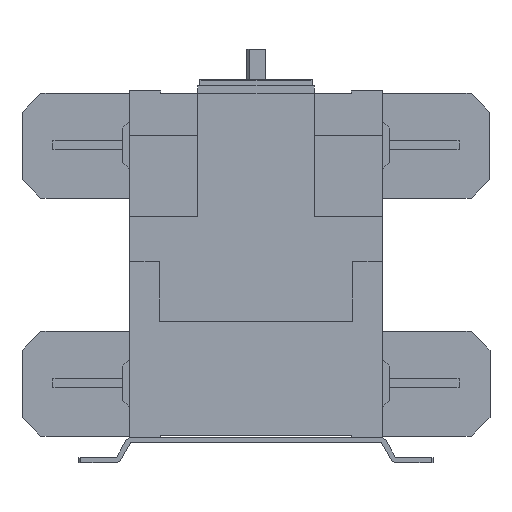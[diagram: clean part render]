
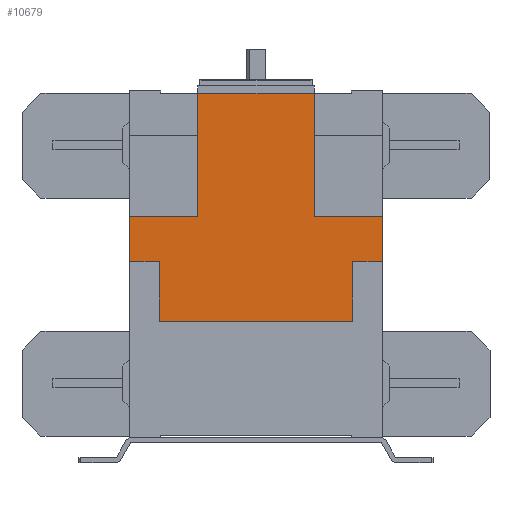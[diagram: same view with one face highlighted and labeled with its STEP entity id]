
A CAD part, left-side view. The second image highlights one B-rep face of the part: STEP entity #10679.
In plain terms, the highlighted planar face has unit normal (-1, 0, 0).
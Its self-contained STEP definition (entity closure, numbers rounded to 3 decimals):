
#618=DIRECTION('',(0.,0.,-1.));
#619=VECTOR('',#618,36.);
#620=CARTESIAN_POINT('',(-339.737,91.99,145.494));
#621=LINE('',#620,#619);
#1739=DIRECTION('',(0.,0.,-1.));
#1740=VECTOR('',#1739,97.1);
#1741=CARTESIAN_POINT('',(-339.737,37.99,242.594));
#1742=LINE('',#1741,#1740);
#1759=DIRECTION('',(0.,-1.,0.));
#1760=VECTOR('',#1759,92.);
#1761=CARTESIAN_POINT('',(-339.737,37.99,242.594));
#1762=LINE('',#1761,#1760);
#1763=DIRECTION('',(0.,0.,-1.));
#1764=VECTOR('',#1763,36.);
#1765=CARTESIAN_POINT('',(-339.737,-108.01,
145.494));
#1766=LINE('',#1765,#1764);
#1767=DIRECTION('',(0.,1.,0.));
#1768=VECTOR('',#1767,23.7);
#1769=CARTESIAN_POINT('',(-339.737,-108.01,
109.494));
#1770=LINE('',#1769,#1768);
#1783=DIRECTION('',(0.,0.,1.));
#1784=VECTOR('',#1783,97.1);
#1785=CARTESIAN_POINT('',(-339.737,-54.01,
145.494));
#1786=LINE('',#1785,#1784);
#1807=DIRECTION('',(0.,1.,0.));
#1808=VECTOR('',#1807,54.);
#1809=CARTESIAN_POINT('',(-339.737,-108.01,
145.494));
#1810=LINE('',#1809,#1808);
#1971=DIRECTION('',(0.,0.,1.));
#1972=VECTOR('',#1971,47.);
#1973=CARTESIAN_POINT('',(-339.737,-84.31,
62.494));
#1974=LINE('',#1973,#1972);
#1983=DIRECTION('',(0.,-1.,0.));
#1984=VECTOR('',#1983,152.6);
#1985=CARTESIAN_POINT('',(-339.737,68.29,62.494));
#1986=LINE('',#1985,#1984);
#2019=DIRECTION('',(0.,0.,-1.));
#2020=VECTOR('',#2019,47.);
#2021=CARTESIAN_POINT('',(-339.737,68.29,109.494));
#2022=LINE('',#2021,#2020);
#2043=DIRECTION('',(0.,-1.,0.));
#2044=VECTOR('',#2043,23.7);
#2045=CARTESIAN_POINT('',(-339.737,91.99,109.494));
#2046=LINE('',#2045,#2044);
#2376=DIRECTION('',(0.,1.,0.));
#2377=VECTOR('',#2376,54.);
#2378=CARTESIAN_POINT('',(-339.737,37.99,145.494));
#2379=LINE('',#2378,#2377);
#6577=CARTESIAN_POINT('',(-339.737,-108.01,
109.494));
#6578=VERTEX_POINT('',#6577);
#6579=CARTESIAN_POINT('',(-339.737,-108.01,
145.494));
#6580=VERTEX_POINT('',#6579);
#6947=CARTESIAN_POINT('',(-339.737,91.99,145.494));
#6948=VERTEX_POINT('',#6947);
#6949=CARTESIAN_POINT('',(-339.737,91.99,109.494));
#6950=VERTEX_POINT('',#6949);
#7065=CARTESIAN_POINT('',(-339.737,-54.01,
242.594));
#7066=VERTEX_POINT('',#7065);
#7067=CARTESIAN_POINT('',(-339.737,37.99,242.594));
#7068=VERTEX_POINT('',#7067);
#7545=CARTESIAN_POINT('',(-339.737,37.99,145.494));
#7546=VERTEX_POINT('',#7545);
#7551=CARTESIAN_POINT('',(-339.737,-54.01,
145.494));
#7552=VERTEX_POINT('',#7551);
#7553=CARTESIAN_POINT('',(-339.737,-84.31,
109.494));
#7554=VERTEX_POINT('',#7553);
#7555=CARTESIAN_POINT('',(-339.737,-84.31,
62.494));
#7556=VERTEX_POINT('',#7555);
#7557=CARTESIAN_POINT('',(-339.737,68.29,62.494));
#7558=VERTEX_POINT('',#7557);
#7559=CARTESIAN_POINT('',(-339.737,68.29,109.494));
#7560=VERTEX_POINT('',#7559);
#10652=CARTESIAN_POINT('',(-339.737,-8.01,
87.687));
#10653=DIRECTION('',(-1.,0.,0.));
#10654=DIRECTION('',(0.,0.,1.));
#10655=AXIS2_PLACEMENT_3D('',#10652,#10653,#10654);
#10656=PLANE('',#10655);
#10657=ORIENTED_EDGE('',*,*,#9450,.T.);
#10659=ORIENTED_EDGE('',*,*,#10658,.F.);
#10661=ORIENTED_EDGE('',*,*,#10660,.F.);
#10662=ORIENTED_EDGE('',*,*,#8523,.T.);
#10664=ORIENTED_EDGE('',*,*,#10663,.T.);
#10666=ORIENTED_EDGE('',*,*,#10665,.F.);
#10668=ORIENTED_EDGE('',*,*,#10667,.F.);
#10670=ORIENTED_EDGE('',*,*,#10669,.F.);
#10672=ORIENTED_EDGE('',*,*,#10671,.F.);
#10673=ORIENTED_EDGE('',*,*,#9182,.F.);
#10675=ORIENTED_EDGE('',*,*,#10674,.F.);
#10676=ORIENTED_EDGE('',*,*,#10633,.F.);
#10677=EDGE_LOOP('',(#10657,#10659,#10661,#10662,#10664,#10666,#10668,#10670,
#10672,#10673,#10675,#10676));
#10678=FACE_OUTER_BOUND('',#10677,.F.);
#8523=EDGE_CURVE('',#6580,#6578,#1766,.T.);
#9182=EDGE_CURVE('',#6948,#6950,#621,.T.);
#9450=EDGE_CURVE('',#7068,#7066,#1762,.T.);
#10633=EDGE_CURVE('',#7068,#7546,#1742,.T.);
#10658=EDGE_CURVE('',#7552,#7066,#1786,.T.);
#10660=EDGE_CURVE('',#6580,#7552,#1810,.T.);
#10663=EDGE_CURVE('',#6578,#7554,#1770,.T.);
#10665=EDGE_CURVE('',#7556,#7554,#1974,.T.);
#10667=EDGE_CURVE('',#7558,#7556,#1986,.T.);
#10669=EDGE_CURVE('',#7560,#7558,#2022,.T.);
#10671=EDGE_CURVE('',#6950,#7560,#2046,.T.);
#10674=EDGE_CURVE('',#7546,#6948,#2379,.T.);
#10679=ADVANCED_FACE('',(#10678),#10656,.T.);
